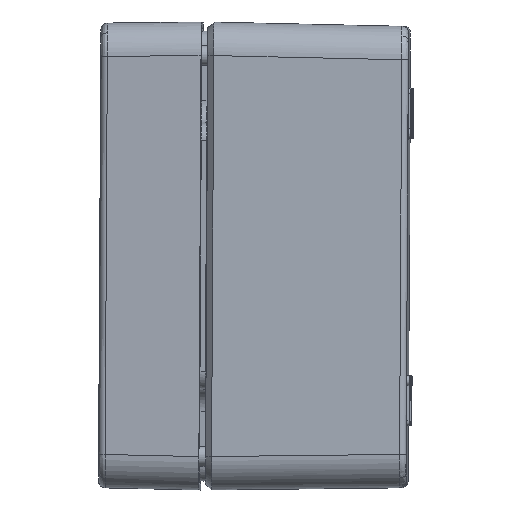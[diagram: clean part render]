
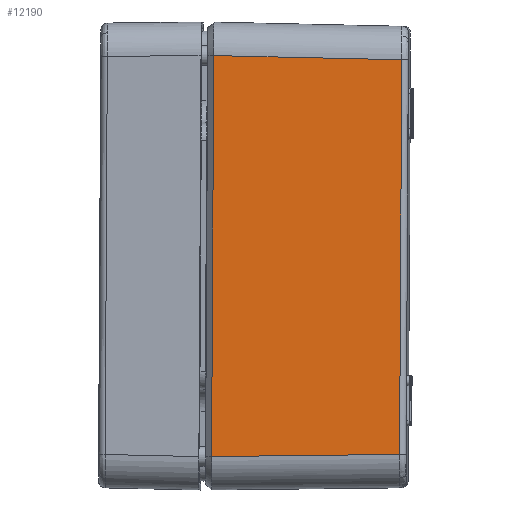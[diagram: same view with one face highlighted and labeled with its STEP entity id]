
A CAD part, left-side view. The second image highlights one B-rep face of the part: STEP entity #12190.
In plain terms, the highlighted face is planar.
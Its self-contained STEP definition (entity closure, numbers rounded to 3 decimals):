
#312=PLANE('',#13360);
#945=LINE('',#35101,#1686);
#946=LINE('',#35125,#1687);
#947=LINE('',#35126,#1688);
#948=LINE('',#35127,#1689);
#1686=VECTOR('',#15932,1000.);
#1687=VECTOR('',#15935,1000.);
#1688=VECTOR('',#15936,1000.);
#1689=VECTOR('',#15937,1000.);
#3449=FACE_OUTER_BOUND('',#4397,.T.);
#4397=EDGE_LOOP('',(#10458,#10459,#10460,#10461));
#5890=VERTEX_POINT('',#32208);
#6176=VERTEX_POINT('',#35100);
#6177=VERTEX_POINT('',#35123);
#6178=VERTEX_POINT('',#35124);
#7692=EDGE_CURVE('',#5890,#6176,#945,.T.);
#7695=EDGE_CURVE('',#6177,#6178,#946,.T.);
#7696=EDGE_CURVE('',#6178,#5890,#947,.T.);
#7697=EDGE_CURVE('',#6176,#6177,#948,.T.);
#10458=ORIENTED_EDGE('',*,*,#7695,.T.);
#10459=ORIENTED_EDGE('',*,*,#7696,.T.);
#10460=ORIENTED_EDGE('',*,*,#7692,.T.);
#10461=ORIENTED_EDGE('',*,*,#7697,.T.);
#12190=ADVANCED_FACE('',(#3449),#312,.T.);
#13360=AXIS2_PLACEMENT_3D('',#35122,#15933,#15934);
#15932=DIRECTION('',(-0.017,1.,0.017));
#15933=DIRECTION('center_axis',(-1.,-0.017,
0.));
#15934=DIRECTION('ref_axis',(0.017,-1.,0.));
#15935=DIRECTION('',(0.017,-1.,0.017));
#15936=DIRECTION('',(0.,0.,1.));
#15937=DIRECTION('',(0.,0.,-1.));
#32208=CARTESIAN_POINT('',(-99.033,-58.033,59.034));
#35100=CARTESIAN_POINT('',(-99.97,-1.8,59.971));
#35101=CARTESIAN_POINT('',(-99.964,-2.165,59.965));
#35122=CARTESIAN_POINT('Origin',(-100.,0.,-70.));
#35123=CARTESIAN_POINT('',(-99.97,-1.8,-59.971));
#35124=CARTESIAN_POINT('',(-99.033,-58.033,-59.034));
#35125=CARTESIAN_POINT('',(-100.003,0.167,-60.004));
#35126=CARTESIAN_POINT('',(-99.033,-58.033,59.001));
#35127=CARTESIAN_POINT('',(-99.97,-1.8,-70.));
